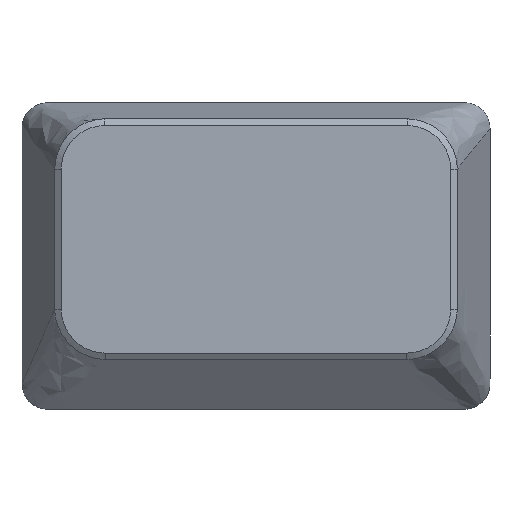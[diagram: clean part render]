
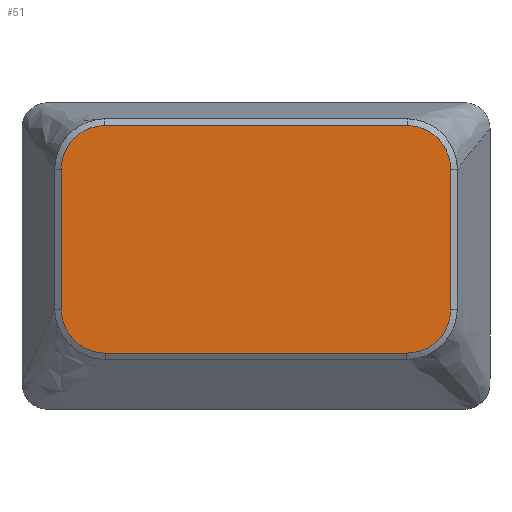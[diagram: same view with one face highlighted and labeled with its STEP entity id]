
A CAD part, top view. The second image highlights one B-rep face of the part: STEP entity #51.
In plain terms, the highlighted planar face has unit normal (0, 0, 1).
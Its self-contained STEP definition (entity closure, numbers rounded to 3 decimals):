
#51=ADVANCED_FACE('',(#105),#858,.T.);
#105=FACE_OUTER_BOUND('',#161,.T.);
#161=EDGE_LOOP('',(#351,#352,#353,#354,#355,#356,#357,#358));
#351=ORIENTED_EDGE('',*,*,#533,.T.);
#352=ORIENTED_EDGE('',*,*,#552,.T.);
#353=ORIENTED_EDGE('',*,*,#550,.T.);
#354=ORIENTED_EDGE('',*,*,#548,.T.);
#355=ORIENTED_EDGE('',*,*,#546,.T.);
#356=ORIENTED_EDGE('',*,*,#530,.T.);
#357=ORIENTED_EDGE('',*,*,#543,.T.);
#358=ORIENTED_EDGE('',*,*,#529,.T.);
#529=EDGE_CURVE('',#787,#779,#690,.T.);
#530=EDGE_CURVE('',#789,#788,#691,.T.);
#533=EDGE_CURVE('',#779,#793,#694,.T.);
#543=EDGE_CURVE('',#788,#787,#704,.T.);
#546=EDGE_CURVE('',#790,#789,#707,.T.);
#548=EDGE_CURVE('',#791,#790,#709,.T.);
#550=EDGE_CURVE('',#792,#791,#711,.T.);
#552=EDGE_CURVE('',#793,#792,#713,.T.);
#690=B_SPLINE_CURVE_WITH_KNOTS('',3,(#1668,#1669,#1670,#1671),
 .UNSPECIFIED.,.F.,.F.,(4,4),(-8.095,0.17),
 .UNSPECIFIED.);
#691=B_SPLINE_CURVE_WITH_KNOTS('',3,(#1672,#1673,#1674,#1675),
 .UNSPECIFIED.,.F.,.F.,(4,4),(-29.893,-12.086),
 .UNSPECIFIED.);
#694=B_SPLINE_CURVE_WITH_KNOTS('',3,(#1682,#1683,#1684,#1685,#1686),
 .UNSPECIFIED.,.F.,.F.,(4,1,4),(-67.917,-65.906,-63.896),
 .UNSPECIFIED.);
#704=B_SPLINE_CURVE_WITH_KNOTS('',3,(#1723,#1724,#1725,#1726,#1727),
 .UNSPECIFIED.,.F.,.F.,(4,1,4),(-12.086,-10.092,-8.095),
 .UNSPECIFIED.);
#707=B_SPLINE_CURVE_WITH_KNOTS('',3,(#1732,#1733,#1734,#1735,#1736),
 .UNSPECIFIED.,.F.,.F.,(4,1,4),(-33.884,-31.886,-29.893),
 .UNSPECIFIED.);
#709=B_SPLINE_CURVE_WITH_KNOTS('',3,(#1739,#1740,#1741,#1742),
 .UNSPECIFIED.,.F.,.F.,(4,4),(-42.149,-33.884),
 .UNSPECIFIED.);
#711=B_SPLINE_CURVE_WITH_KNOTS('',3,(#1745,#1746,#1747,#1748,#1749),
 .UNSPECIFIED.,.F.,.F.,(4,1,4),(-46.169,-44.16,-42.149),
 .UNSPECIFIED.);
#713=B_SPLINE_CURVE_WITH_KNOTS('',3,(#1752,#1753,#1754,#1755),
 .UNSPECIFIED.,.F.,.F.,(4,4),(-63.896,-46.169),
 .UNSPECIFIED.);
#779=VERTEX_POINT('',#1338);
#787=VERTEX_POINT('',#1346);
#788=VERTEX_POINT('',#1347);
#789=VERTEX_POINT('',#1348);
#790=VERTEX_POINT('',#1349);
#791=VERTEX_POINT('',#1350);
#792=VERTEX_POINT('',#1351);
#793=VERTEX_POINT('',#1352);
#858=PLANE('',#986);
#986=AXIS2_PLACEMENT_3D('',#1259,#1042,$);
#1042=DIRECTION('',(0.,0.,1.));
#1259=CARTESIAN_POINT('',(-40.735,-29.86,14.));
#1338=CARTESIAN_POINT('',(-40.188,-41.17,14.));
#1346=CARTESIAN_POINT('',(-40.188,-32.905,14.));
#1347=CARTESIAN_POINT('',(-37.653,-30.353,14.));
#1348=CARTESIAN_POINT('',(-19.847,-30.353,14.));
#1349=CARTESIAN_POINT('',(-17.312,-32.905,14.));
#1350=CARTESIAN_POINT('',(-17.312,-41.17,14.));
#1351=CARTESIAN_POINT('',(-19.886,-43.723,14.));
#1352=CARTESIAN_POINT('',(-37.614,-43.723,14.));
#1668=CARTESIAN_POINT('',(-40.188,-32.905,14.));
#1669=CARTESIAN_POINT('',(-40.188,-35.66,14.));
#1670=CARTESIAN_POINT('',(-40.188,-38.415,14.));
#1671=CARTESIAN_POINT('',(-40.188,-41.17,14.));
#1672=CARTESIAN_POINT('',(-19.847,-30.353,14.));
#1673=CARTESIAN_POINT('',(-25.782,-30.353,14.));
#1674=CARTESIAN_POINT('',(-31.718,-30.353,14.));
#1675=CARTESIAN_POINT('',(-37.653,-30.353,14.));
#1682=CARTESIAN_POINT('',(-40.188,-41.17,14.));
#1683=CARTESIAN_POINT('',(-40.191,-41.843,14.));
#1684=CARTESIAN_POINT('',(-39.612,-43.165,14.));
#1685=CARTESIAN_POINT('',(-38.285,-43.726,14.));
#1686=CARTESIAN_POINT('',(-37.614,-43.723,14.));
#1723=CARTESIAN_POINT('',(-37.653,-30.353,14.));
#1724=CARTESIAN_POINT('',(-38.32,-30.349,14.));
#1725=CARTESIAN_POINT('',(-39.636,-30.918,14.));
#1726=CARTESIAN_POINT('',(-40.191,-32.238,14.));
#1727=CARTESIAN_POINT('',(-40.188,-32.905,14.));
#1732=CARTESIAN_POINT('',(-17.312,-32.905,14.));
#1733=CARTESIAN_POINT('',(-17.309,-32.238,14.));
#1734=CARTESIAN_POINT('',(-17.864,-30.918,14.));
#1735=CARTESIAN_POINT('',(-19.18,-30.349,14.));
#1736=CARTESIAN_POINT('',(-19.847,-30.353,14.));
#1739=CARTESIAN_POINT('',(-17.312,-41.17,14.));
#1740=CARTESIAN_POINT('',(-17.312,-38.415,14.));
#1741=CARTESIAN_POINT('',(-17.312,-35.66,14.));
#1742=CARTESIAN_POINT('',(-17.312,-32.905,14.));
#1745=CARTESIAN_POINT('',(-19.886,-43.723,14.));
#1746=CARTESIAN_POINT('',(-19.215,-43.726,14.));
#1747=CARTESIAN_POINT('',(-17.888,-43.165,14.));
#1748=CARTESIAN_POINT('',(-17.309,-41.843,14.));
#1749=CARTESIAN_POINT('',(-17.312,-41.17,14.));
#1752=CARTESIAN_POINT('',(-37.614,-43.723,14.));
#1753=CARTESIAN_POINT('',(-31.705,-43.723,14.));
#1754=CARTESIAN_POINT('',(-25.795,-43.723,14.));
#1755=CARTESIAN_POINT('',(-19.886,-43.723,14.));
